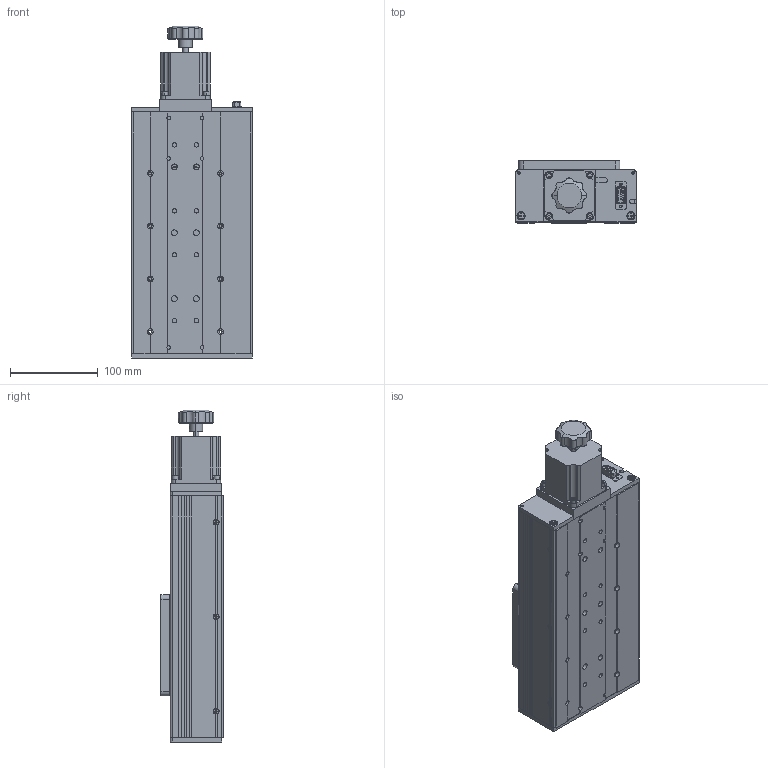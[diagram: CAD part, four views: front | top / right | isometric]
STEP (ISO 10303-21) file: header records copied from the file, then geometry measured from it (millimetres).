
FILE_DESCRIPTION (( 'STEP AP214' ), '1' );
FILE_NAME ('08HMT-100M.STEP', '2018-09-26T09:12:45', ( '' ), ( '' ), 'SwSTEP 2.0', 'SolidWorks 2016', '' );
FILE_SCHEMA (( 'AUTOMOTIVE_DESIGN' ));
Length unit declared in the file: millimetre
Products named in the file (1): 08HMT-100M
Bounding box: 137 x 71 x 377.8 mm (x, y, z)
Surface area: 271340.8 mm2 (no closed solid volume)
Topology: 0 solids, 43 shells, 760 faces, 2545 edges, 1813 vertices
Faces by surface type: plane 363, cylinder 281, cone 80, torus 28, sphere 8
Entity records: 36646 total; most frequent: CARTESIAN_POINT 5567, DIRECTION 4972, ORIENTED_EDGE 4175, EDGE_CURVE 2545, VERTEX_POINT 1813, AXIS2_PLACEMENT_3D 1734, LINE 1504, VECTOR 1504
